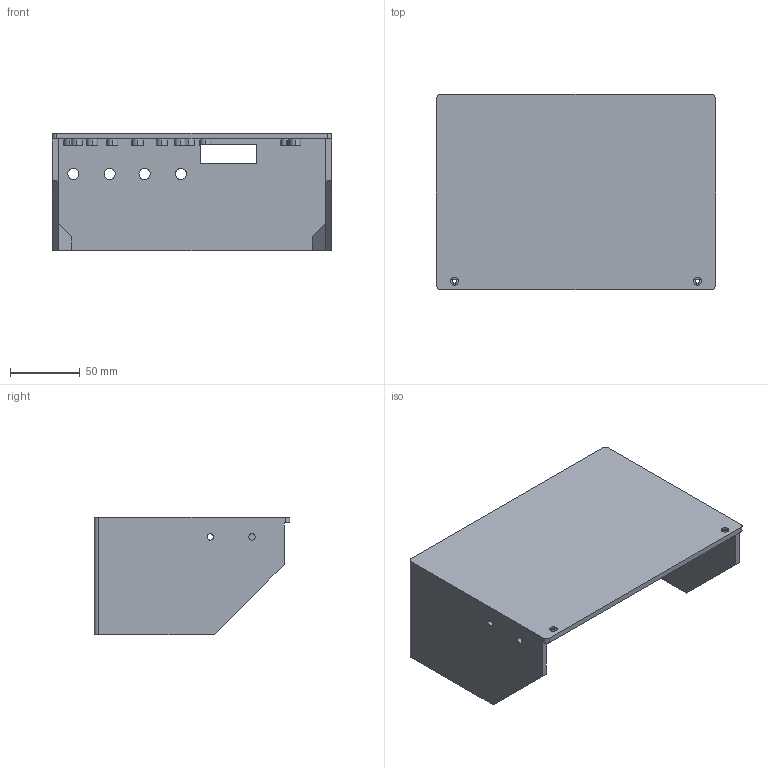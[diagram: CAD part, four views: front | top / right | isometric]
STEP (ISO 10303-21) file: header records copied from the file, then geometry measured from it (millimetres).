
FILE_DESCRIPTION((''),'2;1');
FILE_NAME('BASE','2026-02-23T10:55:16',('thoma'),(''),'CREO PARAMETRIC BY PTC INC, 2025123','CREO PARAMETRIC BY PTC INC, 2025123','');
FILE_SCHEMA(('CONFIG_CONTROL_DESIGN'));
Length unit declared in the file: millimetre
Products named in the file (1): BASE
Bounding box: 200 x 140 x 84 mm (x, y, z)
Volume: 247378.4 mm3; surface area: 129678.8 mm2
Topology: 1 solids, 1 shells, 162 faces, 372 edges, 248 vertices
Faces by surface type: cylinder 92, plane 70
Entity records: 4746 total; most frequent: DIRECTION 884, CARTESIAN_POINT 782, ORIENTED_EDGE 744, EDGE_CURVE 372, AXIS2_PLACEMENT_3D 350, VERTEX_POINT 248, EDGE_LOOP 220, CIRCLE 188
